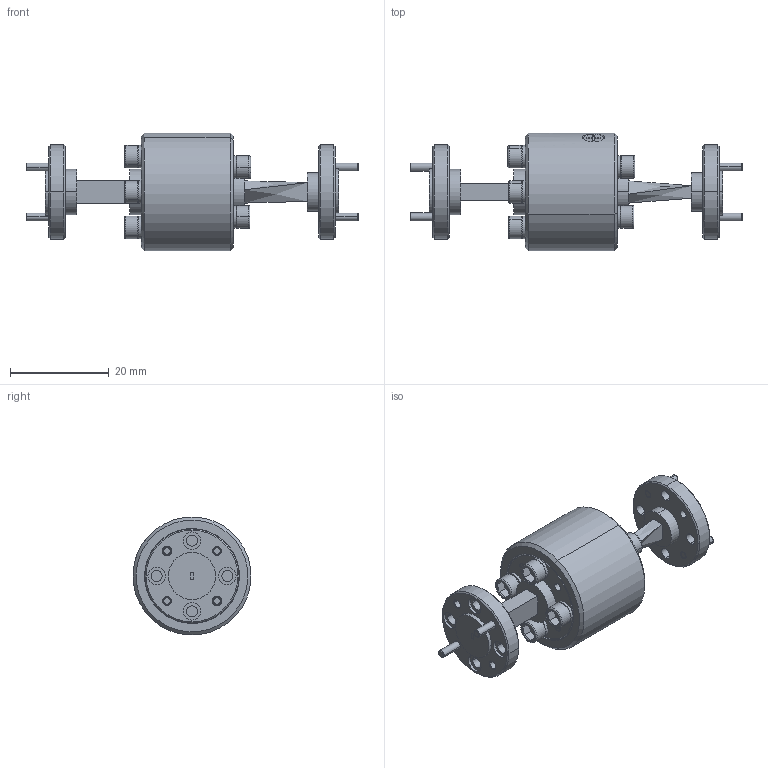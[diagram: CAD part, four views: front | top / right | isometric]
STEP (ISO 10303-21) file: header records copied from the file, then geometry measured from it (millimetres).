
FILE_DESCRIPTION (( 'STEP AP203' ), '1' );
FILE_NAME ('TF-SG.STEP', '2019-10-29T22:53:26', ( '' ), ( '' ), 'SwSTEP 2.0', 'SolidWorks 2016', '' );
FILE_SCHEMA (( 'CONFIG_CONTROL_DESIGN' ));
Length unit declared in the file: inch
Products named in the file (1): TF-SG
Bounding box: 67.18 x 23.86 x 23.86 mm (x, y, z)
Volume: 7925.2 mm3; surface area: 8852.3 mm2
Topology: 29 solids, 29 shells, 646 faces, 1427 edges, 892 vertices
Faces by surface type: cylinder 275, plane 212, cone 128, torus 16, bspline 15
Entity records: 19262 total; most frequent: CARTESIAN_POINT 4699, DIRECTION 3160, ORIENTED_EDGE 2850, EDGE_CURVE 1425, AXIS2_PLACEMENT_3D 1231, VERTEX_POINT 892, EDGE_LOOP 771, LINE 698
